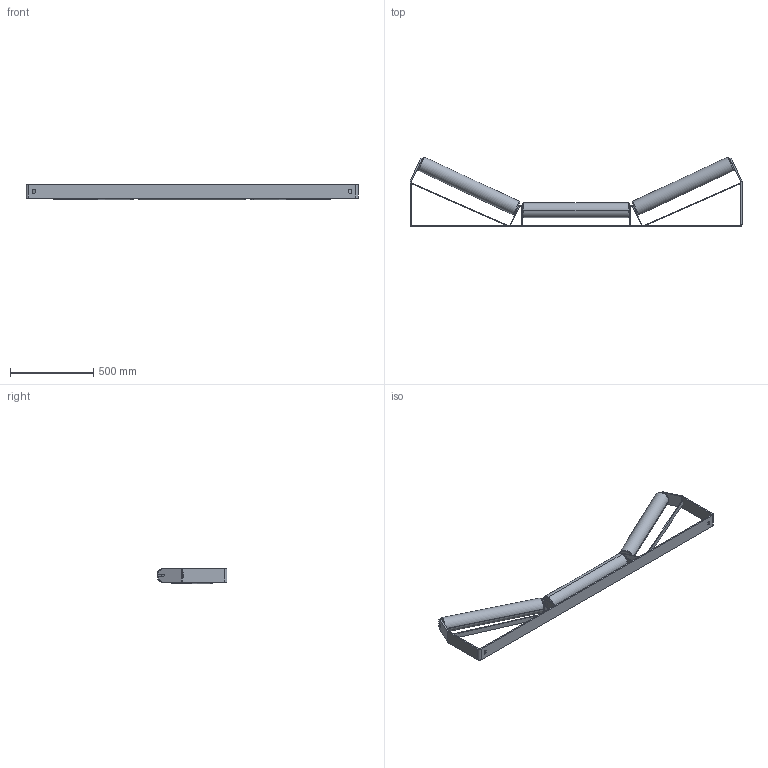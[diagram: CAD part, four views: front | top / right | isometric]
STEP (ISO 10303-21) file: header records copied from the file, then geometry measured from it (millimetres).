
FILE_DESCRIPTION (( 'STEP AP214' ), '1' );
FILE_NAME ('Support SNLM 53300 E100 8 B1800 25° avec pincement .step', '2020-02-24T05:40:24', ( '' ), ( '' ), 'SwSTEP 2.0', 'SolidWorks 2019', '' );
FILE_SCHEMA (( 'AUTOMOTIVE_DESIGN' ));
Length unit declared in the file: millimetre
Products named in the file (1): Support SNLM 53300 E100 8 B1800 25° avec pincement 
Bounding box: 2000 x 420.84 x 95.82 mm (x, y, z)
Volume: 4502989 mm3; surface area: 1853213.6 mm2
Topology: 8 solids, 11 shells, 293 faces, 714 edges, 456 vertices
Faces by surface type: plane 201, cylinder 63, bspline 17, torus 12
Entity records: 8723 total; most frequent: CARTESIAN_POINT 1685, ORIENTED_EDGE 1428, DIRECTION 1408, EDGE_CURVE 714, LINE 506, VECTOR 506, VERTEX_POINT 456, AXIS2_PLACEMENT_3D 451
